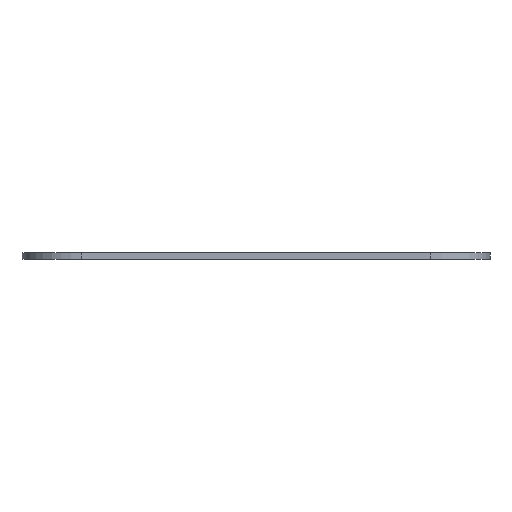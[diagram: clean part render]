
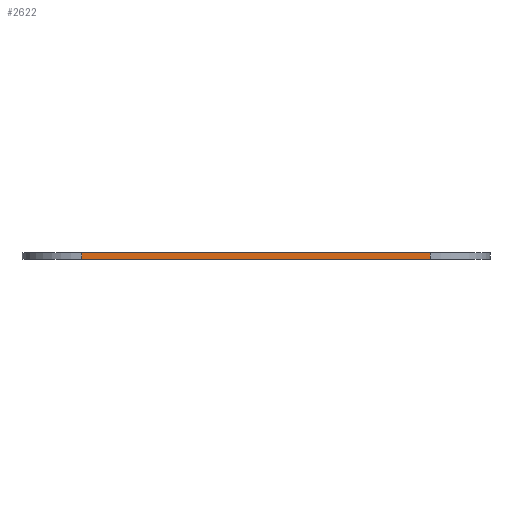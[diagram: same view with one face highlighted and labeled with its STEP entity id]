
A CAD part, front view. The second image highlights one B-rep face of the part: STEP entity #2622.
In plain terms, the highlighted planar face has unit normal (0, -1, 0).
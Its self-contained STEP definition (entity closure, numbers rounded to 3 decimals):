
#346=FACE_OUTER_BOUND('',#494,.T.);
#494=EDGE_LOOP('',(#2309,#2310,#2311,#2312));
#584=LINE('',#3988,#846);
#770=LINE('',#4523,#1032);
#771=LINE('',#4526,#1033);
#772=LINE('',#4527,#1034);
#846=VECTOR('',#2957,10.);
#1032=VECTOR('',#3485,10.);
#1033=VECTOR('',#3488,10.);
#1034=VECTOR('',#3489,10.);
#1107=VERTEX_POINT('',#3985);
#1108=VERTEX_POINT('',#3987);
#1286=VERTEX_POINT('',#4521);
#1287=VERTEX_POINT('',#4525);
#1393=EDGE_CURVE('',#1107,#1108,#584,.T.);
#1661=EDGE_CURVE('',#1286,#1108,#770,.T.);
#1662=EDGE_CURVE('',#1286,#1287,#771,.T.);
#1663=EDGE_CURVE('',#1287,#1107,#772,.T.);
#2309=ORIENTED_EDGE('',*,*,#1662,.F.);
#2310=ORIENTED_EDGE('',*,*,#1661,.T.);
#2311=ORIENTED_EDGE('',*,*,#1393,.F.);
#2312=ORIENTED_EDGE('',*,*,#1663,.F.);
#2492=PLANE('',#2834);
#2622=ADVANCED_FACE('',(#346),#2492,.T.);
#2834=AXIS2_PLACEMENT_3D('',#4524,#3486,#3487);
#2957=DIRECTION('',(1.,0.,0.));
#3485=DIRECTION('',(0.,0.,1.));
#3486=DIRECTION('center_axis',(0.,-1.,0.));
#3487=DIRECTION('ref_axis',(1.,0.,0.));
#3488=DIRECTION('',(-1.,0.,0.));
#3489=DIRECTION('',(0.,0.,1.));
#3985=CARTESIAN_POINT('',(3.5,-99.5,1.5));
#3987=CARTESIAN_POINT('',(79.5,-99.5,1.5));
#3988=CARTESIAN_POINT('',(79.5,-99.5,1.5));
#4521=CARTESIAN_POINT('',(79.5,-99.5,0.));
#4523=CARTESIAN_POINT('',(79.5,-99.5,0.));
#4524=CARTESIAN_POINT('Origin',(3.5,-99.5,0.));
#4525=CARTESIAN_POINT('',(3.5,-99.5,0.));
#4526=CARTESIAN_POINT('',(79.5,-99.5,0.));
#4527=CARTESIAN_POINT('',(3.5,-99.5,0.));
